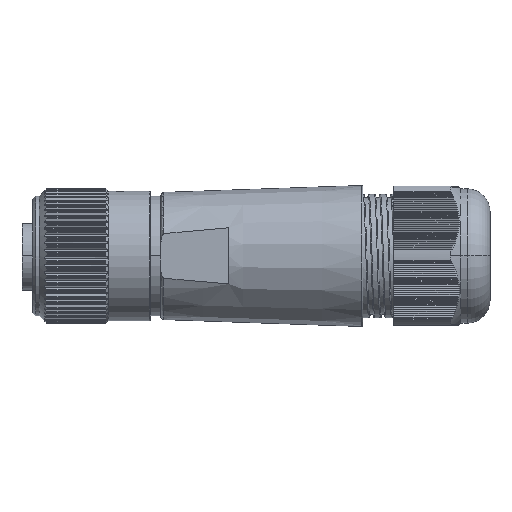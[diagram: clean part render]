
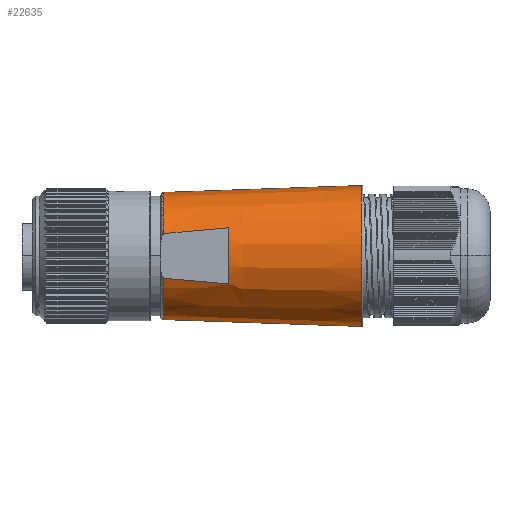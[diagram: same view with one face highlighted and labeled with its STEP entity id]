
A CAD part, top view. The second image highlights one B-rep face of the part: STEP entity #22635.
In plain terms, the highlighted conical face has half-angle 2 degrees and reference radius 13.09 mm.
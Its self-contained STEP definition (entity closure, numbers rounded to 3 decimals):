
#1126 = ORIENTED_EDGE ( 'NONE', *, *, #17367, .T. ) ;
#1405 = CIRCLE ( 'NONE', #30051, 14.531 ) ;
#1427 = CARTESIAN_POINT ( 'NONE',  ( 22.237, 4.596, 12.28 ) ) ;
#1498 = CARTESIAN_POINT ( 'NONE',  ( 22.237, 0., 0. ) ) ;
#2193 = CIRCLE ( 'NONE', #26148, 13.578 ) ;
#2453 = EDGE_CURVE ( 'NONE', #33447, #8399, #13914, .T. ) ;
#2704 = DIRECTION ( 'NONE',  ( 0., 0., 1. ) ) ;
#2714 = CONICAL_SURFACE ( 'NONE', #32378, 13.09, 0.035 ) ;
#2823 = CARTESIAN_POINT ( 'NONE',  ( 35.58, -5.793, 12.28 ) ) ;
#3050 = EDGE_LOOP ( 'NONE', ( #1126, #24588, #9955, #34362, #10214, #3744, #12439, #4658 ) ) ;
#3097 = VERTEX_POINT ( 'NONE', #19756 ) ;
#3744 = ORIENTED_EDGE ( 'NONE', *, *, #2453, .F. ) ;
#4020 = VERTEX_POINT ( 'NONE', #2823 ) ;
#4354 = DIRECTION ( 'NONE',  ( 0., 1., 0. ) ) ;
#4658 = ORIENTED_EDGE ( 'NONE', *, *, #15794, .F. ) ;
#5499 = CARTESIAN_POINT ( 'NONE',  ( 21.61, -13.09, 0. ) ) ;
#6349 = DIRECTION ( 'NONE',  ( -1., 0., 0. ) ) ;
#6392 = CARTESIAN_POINT ( 'NONE',  ( 31.129, -5.429, 12.28 ) ) ;
#6999 = VECTOR ( 'NONE', #8274, 1000. ) ;
#7183 = LINE ( 'NONE', #23537, #21014 ) ;
#7826 = CARTESIAN_POINT ( 'NONE',  ( 35.58, 5.793, 12.28 ) ) ;
#8274 = DIRECTION ( 'NONE',  ( 0.999, -0.035, 0. ) ) ;
#8399 = VERTEX_POINT ( 'NONE', #1427 ) ;
#8736 = LINE ( 'NONE', #5499, #6999 ) ;
#9955 = ORIENTED_EDGE ( 'NONE', *, *, #21747, .T. ) ;
#10214 = ORIENTED_EDGE ( 'NONE', *, *, #11566, .T. ) ;
#11422 = CARTESIAN_POINT ( 'NONE',  ( 22.237, 0., 0. ) ) ;
#11566 = EDGE_CURVE ( 'NONE', #34509, #8399, #15916, .T. ) ;
#12439 = ORIENTED_EDGE ( 'NONE', *, *, #26189, .F. ) ;
#13629 = CARTESIAN_POINT ( 'NONE',  ( 21.61, 0., 0. ) ) ;
#13914 = B_SPLINE_CURVE_WITH_KNOTS ( 'NONE', 3,
 ( #7826, #21614, #24376, #27174 ),
 .UNSPECIFIED., .F., .F.,
 ( 4, 4 ),
 ( 0.015, 0.029 ),
 .UNSPECIFIED. ) ;
#14185 = DIRECTION ( 'NONE',  ( 0., 1., 0. ) ) ;
#14677 = CIRCLE ( 'NONE', #16507, 13.112 ) ;
#15794 = EDGE_CURVE ( 'NONE', #26583, #4020, #26857, .T. ) ;
#15916 = CIRCLE ( 'NONE', #27380, 13.112 ) ;
#16418 = DIRECTION ( 'NONE',  ( 1., 0., 0. ) ) ;
#16507 = AXIS2_PLACEMENT_3D ( 'NONE', #1498, #20953, #4354 ) ;
#17367 = EDGE_CURVE ( 'NONE', #26583, #27560, #14677, .T. ) ;
#18326 = FACE_OUTER_BOUND ( 'NONE', #3050, .T. ) ;
#19353 = DIRECTION ( 'NONE',  ( -1., 0., 0. ) ) ;
#19756 = CARTESIAN_POINT ( 'NONE',  ( 62.887, -14.531, 0. ) ) ;
#20953 = DIRECTION ( 'NONE',  ( 1., 0., 0. ) ) ;
#21014 = VECTOR ( 'NONE', #26331, 1000. ) ;
#21554 = CARTESIAN_POINT ( 'NONE',  ( 35.58, 5.793, 12.28 ) ) ;
#21614 = CARTESIAN_POINT ( 'NONE',  ( 31.129, 5.429, 12.28 ) ) ;
#21707 = CARTESIAN_POINT ( 'NONE',  ( 22.237, 13.112, 0. ) ) ;
#21747 = EDGE_CURVE ( 'NONE', #3097, #30146, #1405, .T. ) ;
#22635 = ADVANCED_FACE ( 'NONE', ( #18326 ), #2714, .T. ) ;
#22849 = CARTESIAN_POINT ( 'NONE',  ( 26.68, -5.039, 12.28 ) ) ;
#22909 = CARTESIAN_POINT ( 'NONE',  ( 62.887, 0., 0. ) ) ;
#23537 = CARTESIAN_POINT ( 'NONE',  ( 21.61, 13.09, 0. ) ) ;
#24376 = CARTESIAN_POINT ( 'NONE',  ( 26.68, 5.039, 12.28 ) ) ;
#24588 = ORIENTED_EDGE ( 'NONE', *, *, #34585, .T. ) ;
#25689 = DIRECTION ( 'NONE',  ( 0., -1., 0. ) ) ;
#25741 = CARTESIAN_POINT ( 'NONE',  ( 35.58, -5.793, 12.28 ) ) ;
#26148 = AXIS2_PLACEMENT_3D ( 'NONE', #35936, #19353, #2704 ) ;
#26189 = EDGE_CURVE ( 'NONE', #4020, #33447, #2193, .T. ) ;
#26331 = DIRECTION ( 'NONE',  ( 0.999, 0.035, 0. ) ) ;
#26583 = VERTEX_POINT ( 'NONE', #34532 ) ;
#26640 = CARTESIAN_POINT ( 'NONE',  ( 22.237, -13.112, 0. ) ) ;
#26857 = B_SPLINE_CURVE_WITH_KNOTS ( 'NONE', 3,
 ( #33961, #22849, #6392, #25741 ),
 .UNSPECIFIED., .F., .F.,
 ( 4, 4 ),
 ( 0.022, 0.036 ),
 .UNSPECIFIED. ) ;
#27174 = CARTESIAN_POINT ( 'NONE',  ( 22.237, 4.596, 12.28 ) ) ;
#27380 = AXIS2_PLACEMENT_3D ( 'NONE', #11422, #30783, #14185 ) ;
#27560 = VERTEX_POINT ( 'NONE', #26640 ) ;
#29968 = CARTESIAN_POINT ( 'NONE',  ( 62.887, 14.531, 0. ) ) ;
#30051 = AXIS2_PLACEMENT_3D ( 'NONE', #22909, #6349, #25689 ) ;
#30146 = VERTEX_POINT ( 'NONE', #29968 ) ;
#30233 = DIRECTION ( 'NONE',  ( 0., 1., 0. ) ) ;
#30783 = DIRECTION ( 'NONE',  ( 1., 0., 0. ) ) ;
#32242 = EDGE_CURVE ( 'NONE', #34509, #30146, #7183, .T. ) ;
#32378 = AXIS2_PLACEMENT_3D ( 'NONE', #13629, #16418, #30233 ) ;
#33447 = VERTEX_POINT ( 'NONE', #21554 ) ;
#33961 = CARTESIAN_POINT ( 'NONE',  ( 22.237, -4.596, 12.28 ) ) ;
#34362 = ORIENTED_EDGE ( 'NONE', *, *, #32242, .F. ) ;
#34509 = VERTEX_POINT ( 'NONE', #21707 ) ;
#34532 = CARTESIAN_POINT ( 'NONE',  ( 22.237, -4.596, 12.28 ) ) ;
#34585 = EDGE_CURVE ( 'NONE', #27560, #3097, #8736, .T. ) ;
#35936 = CARTESIAN_POINT ( 'NONE',  ( 35.58, 0., 0. ) ) ;
